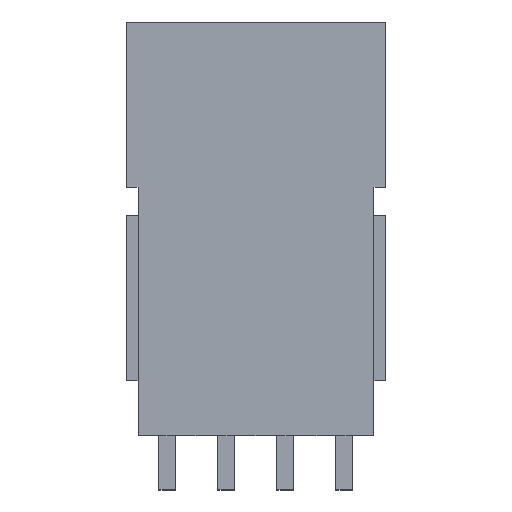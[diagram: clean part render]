
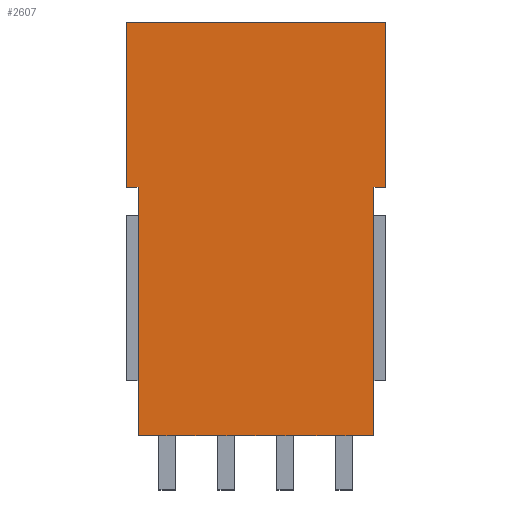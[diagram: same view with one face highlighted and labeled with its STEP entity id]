
A CAD part, front view. The second image highlights one B-rep face of the part: STEP entity #2607.
In plain terms, the highlighted planar face has unit normal (0, -1, 0).
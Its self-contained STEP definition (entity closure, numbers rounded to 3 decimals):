
#2412=AXIS2_PLACEMENT_3D('Plane Axis2P3D',#2409,#2410,#2411) ;
#1790=CARTESIAN_POINT('Line Origine',(7.7,0.,27.75)) ;
#1794=CARTESIAN_POINT('Vertex',(0.,0.,27.75)) ;
#1796=CARTESIAN_POINT('Vertex',(15.4,0.,27.75)) ;
#2409=CARTESIAN_POINT('Axis2P3D Location',(0.,0.,3.2)) ;
#2414=CARTESIAN_POINT('Line Origine',(11.5,0.,3.2)) ;
#2418=CARTESIAN_POINT('Vertex',(11.2,0.,3.2)) ;
#2420=CARTESIAN_POINT('Vertex',(11.8,0.,3.2)) ;
#2423=CARTESIAN_POINT('Line Origine',(11.966,0.,3.2)) ;
#2427=CARTESIAN_POINT('Vertex',(12.133,0.,3.2)) ;
#2430=CARTESIAN_POINT('Line Origine',(12.95,0.,3.2)) ;
#2434=CARTESIAN_POINT('Vertex',(13.767,0.,3.2)) ;
#2437=CARTESIAN_POINT('Line Origine',(14.234,0.,3.2)) ;
#2441=CARTESIAN_POINT('Vertex',(14.7,0.,3.2)) ;
#2444=CARTESIAN_POINT('Line Origine',(14.7,0.,10.575)) ;
#2448=CARTESIAN_POINT('Vertex',(14.7,0.,17.95)) ;
#2451=CARTESIAN_POINT('Line Origine',(15.05,0.,17.95)) ;
#2455=CARTESIAN_POINT('Vertex',(15.4,0.,17.95)) ;
#2458=CARTESIAN_POINT('Line Origine',(15.4,0.,22.85)) ;
#2463=CARTESIAN_POINT('Line Origine',(0.,0.,22.85)) ;
#2467=CARTESIAN_POINT('Vertex',(0.,0.,17.95)) ;
#2470=CARTESIAN_POINT('Line Origine',(0.35,0.,17.95)) ;
#2474=CARTESIAN_POINT('Vertex',(0.7,0.,17.95)) ;
#2477=CARTESIAN_POINT('Line Origine',(0.7,0.,10.575)) ;
#2481=CARTESIAN_POINT('Vertex',(0.7,0.,3.2)) ;
#2484=CARTESIAN_POINT('Line Origine',(1.166,0.,3.2)) ;
#2488=CARTESIAN_POINT('Vertex',(1.633,0.,3.2)) ;
#2491=CARTESIAN_POINT('Line Origine',(2.45,0.,3.2)) ;
#2495=CARTESIAN_POINT('Vertex',(3.267,0.,3.2)) ;
#2498=CARTESIAN_POINT('Line Origine',(3.434,0.,3.2)) ;
#2502=CARTESIAN_POINT('Vertex',(3.6,0.,3.2)) ;
#2505=CARTESIAN_POINT('Line Origine',(3.9,0.,3.2)) ;
#2509=CARTESIAN_POINT('Vertex',(4.2,0.,3.2)) ;
#2512=CARTESIAN_POINT('Line Origine',(4.5,0.,3.2)) ;
#2516=CARTESIAN_POINT('Vertex',(4.8,0.,3.2)) ;
#2519=CARTESIAN_POINT('Line Origine',(4.966,0.,3.2)) ;
#2523=CARTESIAN_POINT('Vertex',(5.133,0.,3.2)) ;
#2526=CARTESIAN_POINT('Line Origine',(5.95,0.,3.2)) ;
#2530=CARTESIAN_POINT('Vertex',(6.767,0.,3.2)) ;
#2533=CARTESIAN_POINT('Line Origine',(6.934,0.,3.2)) ;
#2537=CARTESIAN_POINT('Vertex',(7.1,0.,3.2)) ;
#2540=CARTESIAN_POINT('Line Origine',(7.4,0.,3.2)) ;
#2544=CARTESIAN_POINT('Vertex',(7.7,0.,3.2)) ;
#2547=CARTESIAN_POINT('Line Origine',(8.,0.,3.2)) ;
#2551=CARTESIAN_POINT('Vertex',(8.3,0.,3.2)) ;
#2554=CARTESIAN_POINT('Line Origine',(8.466,0.,3.2)) ;
#2558=CARTESIAN_POINT('Vertex',(8.633,0.,3.2)) ;
#2561=CARTESIAN_POINT('Line Origine',(9.45,0.,3.2)) ;
#2565=CARTESIAN_POINT('Vertex',(10.267,0.,3.2)) ;
#2568=CARTESIAN_POINT('Line Origine',(10.434,0.,3.2)) ;
#2572=CARTESIAN_POINT('Vertex',(10.6,0.,3.2)) ;
#2575=CARTESIAN_POINT('Line Origine',(10.9,0.,3.2)) ;
#1791=DIRECTION('Vector Direction',(1.,0.,0.)) ;
#2410=DIRECTION('Axis2P3D Direction',(0.,1.,0.)) ;
#2411=DIRECTION('Axis2P3D XDirection',(0.,0.,1.)) ;
#2415=DIRECTION('Vector Direction',(-1.,0.,0.)) ;
#2424=DIRECTION('Vector Direction',(1.,0.,0.)) ;
#2431=DIRECTION('Vector Direction',(1.,0.,0.)) ;
#2438=DIRECTION('Vector Direction',(1.,0.,0.)) ;
#2445=DIRECTION('Vector Direction',(0.,0.,1.)) ;
#2452=DIRECTION('Vector Direction',(1.,0.,0.)) ;
#2459=DIRECTION('Vector Direction',(0.,0.,1.)) ;
#2464=DIRECTION('Vector Direction',(0.,0.,1.)) ;
#2471=DIRECTION('Vector Direction',(1.,0.,0.)) ;
#2478=DIRECTION('Vector Direction',(0.,0.,1.)) ;
#2485=DIRECTION('Vector Direction',(1.,0.,0.)) ;
#2492=DIRECTION('Vector Direction',(1.,0.,0.)) ;
#2499=DIRECTION('Vector Direction',(1.,0.,0.)) ;
#2506=DIRECTION('Vector Direction',(-1.,0.,0.)) ;
#2513=DIRECTION('Vector Direction',(-1.,0.,0.)) ;
#2520=DIRECTION('Vector Direction',(1.,0.,0.)) ;
#2527=DIRECTION('Vector Direction',(1.,0.,0.)) ;
#2534=DIRECTION('Vector Direction',(1.,0.,0.)) ;
#2541=DIRECTION('Vector Direction',(-1.,0.,0.)) ;
#2548=DIRECTION('Vector Direction',(-1.,0.,0.)) ;
#2555=DIRECTION('Vector Direction',(1.,0.,0.)) ;
#2562=DIRECTION('Vector Direction',(1.,0.,0.)) ;
#2569=DIRECTION('Vector Direction',(1.,0.,0.)) ;
#2576=DIRECTION('Vector Direction',(-1.,0.,0.)) ;
#1792=VECTOR('Line Direction',#1791,1.) ;
#2416=VECTOR('Line Direction',#2415,1.) ;
#2425=VECTOR('Line Direction',#2424,1.) ;
#2432=VECTOR('Line Direction',#2431,1.) ;
#2439=VECTOR('Line Direction',#2438,1.) ;
#2446=VECTOR('Line Direction',#2445,1.) ;
#2453=VECTOR('Line Direction',#2452,1.) ;
#2460=VECTOR('Line Direction',#2459,1.) ;
#2465=VECTOR('Line Direction',#2464,1.) ;
#2472=VECTOR('Line Direction',#2471,1.) ;
#2479=VECTOR('Line Direction',#2478,1.) ;
#2486=VECTOR('Line Direction',#2485,1.) ;
#2493=VECTOR('Line Direction',#2492,1.) ;
#2500=VECTOR('Line Direction',#2499,1.) ;
#2507=VECTOR('Line Direction',#2506,1.) ;
#2514=VECTOR('Line Direction',#2513,1.) ;
#2521=VECTOR('Line Direction',#2520,1.) ;
#2528=VECTOR('Line Direction',#2527,1.) ;
#2535=VECTOR('Line Direction',#2534,1.) ;
#2542=VECTOR('Line Direction',#2541,1.) ;
#2549=VECTOR('Line Direction',#2548,1.) ;
#2556=VECTOR('Line Direction',#2555,1.) ;
#2563=VECTOR('Line Direction',#2562,1.) ;
#2570=VECTOR('Line Direction',#2569,1.) ;
#2577=VECTOR('Line Direction',#2576,1.) ;
#2581=ORIENTED_EDGE('',*,*,#2422,.T.) ;
#2582=ORIENTED_EDGE('',*,*,#2429,.T.) ;
#2583=ORIENTED_EDGE('',*,*,#2436,.F.) ;
#2584=ORIENTED_EDGE('',*,*,#2443,.T.) ;
#2585=ORIENTED_EDGE('',*,*,#2450,.T.) ;
#2586=ORIENTED_EDGE('',*,*,#2457,.F.) ;
#2587=ORIENTED_EDGE('',*,*,#2462,.T.) ;
#2588=ORIENTED_EDGE('',*,*,#1798,.F.) ;
#2589=ORIENTED_EDGE('',*,*,#2469,.F.) ;
#2590=ORIENTED_EDGE('',*,*,#2476,.T.) ;
#2591=ORIENTED_EDGE('',*,*,#2483,.F.) ;
#2592=ORIENTED_EDGE('',*,*,#2490,.T.) ;
#2593=ORIENTED_EDGE('',*,*,#2497,.F.) ;
#2594=ORIENTED_EDGE('',*,*,#2504,.T.) ;
#2595=ORIENTED_EDGE('',*,*,#2511,.T.) ;
#2596=ORIENTED_EDGE('',*,*,#2518,.T.) ;
#2597=ORIENTED_EDGE('',*,*,#2525,.T.) ;
#2598=ORIENTED_EDGE('',*,*,#2532,.F.) ;
#2599=ORIENTED_EDGE('',*,*,#2539,.T.) ;
#2600=ORIENTED_EDGE('',*,*,#2546,.T.) ;
#2601=ORIENTED_EDGE('',*,*,#2553,.T.) ;
#2602=ORIENTED_EDGE('',*,*,#2560,.T.) ;
#2603=ORIENTED_EDGE('',*,*,#2567,.F.) ;
#2604=ORIENTED_EDGE('',*,*,#2574,.T.) ;
#2605=ORIENTED_EDGE('',*,*,#2579,.T.) ;
#2607=ADVANCED_FACE('Model',(#2606),#2413,.F.) ;
#1798=EDGE_CURVE('',#1795,#1797,#1793,.T.) ;
#2422=EDGE_CURVE('',#2419,#2421,#2417,.F.) ;
#2429=EDGE_CURVE('',#2421,#2428,#2426,.T.) ;
#2436=EDGE_CURVE('',#2435,#2428,#2433,.F.) ;
#2443=EDGE_CURVE('',#2435,#2442,#2440,.T.) ;
#2450=EDGE_CURVE('',#2442,#2449,#2447,.T.) ;
#2457=EDGE_CURVE('',#2456,#2449,#2454,.F.) ;
#2462=EDGE_CURVE('',#2456,#1797,#2461,.T.) ;
#2469=EDGE_CURVE('',#2468,#1795,#2466,.T.) ;
#2476=EDGE_CURVE('',#2468,#2475,#2473,.T.) ;
#2483=EDGE_CURVE('',#2482,#2475,#2480,.T.) ;
#2490=EDGE_CURVE('',#2482,#2489,#2487,.T.) ;
#2497=EDGE_CURVE('',#2496,#2489,#2494,.F.) ;
#2504=EDGE_CURVE('',#2496,#2503,#2501,.T.) ;
#2511=EDGE_CURVE('',#2503,#2510,#2508,.F.) ;
#2518=EDGE_CURVE('',#2510,#2517,#2515,.F.) ;
#2525=EDGE_CURVE('',#2517,#2524,#2522,.T.) ;
#2532=EDGE_CURVE('',#2531,#2524,#2529,.F.) ;
#2539=EDGE_CURVE('',#2531,#2538,#2536,.T.) ;
#2546=EDGE_CURVE('',#2538,#2545,#2543,.F.) ;
#2553=EDGE_CURVE('',#2545,#2552,#2550,.F.) ;
#2560=EDGE_CURVE('',#2552,#2559,#2557,.T.) ;
#2567=EDGE_CURVE('',#2566,#2559,#2564,.F.) ;
#2574=EDGE_CURVE('',#2566,#2573,#2571,.T.) ;
#2579=EDGE_CURVE('',#2573,#2419,#2578,.F.) ;
#2580=EDGE_LOOP('',(#2581,#2582,#2583,#2584,#2585,#2586,#2587,#2588,#2589,#2590,#2591,#2592,#2593,#2594,#2595,#2596,#2597,#2598,#2599,#2600,#2601,#2602,#2603,#2604,#2605)) ;
#2606=FACE_OUTER_BOUND('',#2580,.T.) ;
#1793=LINE('Line',#1790,#1792) ;
#2417=LINE('Line',#2414,#2416) ;
#2426=LINE('Line',#2423,#2425) ;
#2433=LINE('Line',#2430,#2432) ;
#2440=LINE('Line',#2437,#2439) ;
#2447=LINE('Line',#2444,#2446) ;
#2454=LINE('Line',#2451,#2453) ;
#2461=LINE('Line',#2458,#2460) ;
#2466=LINE('Line',#2463,#2465) ;
#2473=LINE('Line',#2470,#2472) ;
#2480=LINE('Line',#2477,#2479) ;
#2487=LINE('Line',#2484,#2486) ;
#2494=LINE('Line',#2491,#2493) ;
#2501=LINE('Line',#2498,#2500) ;
#2508=LINE('Line',#2505,#2507) ;
#2515=LINE('Line',#2512,#2514) ;
#2522=LINE('Line',#2519,#2521) ;
#2529=LINE('Line',#2526,#2528) ;
#2536=LINE('Line',#2533,#2535) ;
#2543=LINE('Line',#2540,#2542) ;
#2550=LINE('Line',#2547,#2549) ;
#2557=LINE('Line',#2554,#2556) ;
#2564=LINE('Line',#2561,#2563) ;
#2571=LINE('Line',#2568,#2570) ;
#2578=LINE('Line',#2575,#2577) ;
#2413=PLANE('',#2412) ;
#1795=VERTEX_POINT('',#1794) ;
#1797=VERTEX_POINT('',#1796) ;
#2419=VERTEX_POINT('',#2418) ;
#2421=VERTEX_POINT('',#2420) ;
#2428=VERTEX_POINT('',#2427) ;
#2435=VERTEX_POINT('',#2434) ;
#2442=VERTEX_POINT('',#2441) ;
#2449=VERTEX_POINT('',#2448) ;
#2456=VERTEX_POINT('',#2455) ;
#2468=VERTEX_POINT('',#2467) ;
#2475=VERTEX_POINT('',#2474) ;
#2482=VERTEX_POINT('',#2481) ;
#2489=VERTEX_POINT('',#2488) ;
#2496=VERTEX_POINT('',#2495) ;
#2503=VERTEX_POINT('',#2502) ;
#2510=VERTEX_POINT('',#2509) ;
#2517=VERTEX_POINT('',#2516) ;
#2524=VERTEX_POINT('',#2523) ;
#2531=VERTEX_POINT('',#2530) ;
#2538=VERTEX_POINT('',#2537) ;
#2545=VERTEX_POINT('',#2544) ;
#2552=VERTEX_POINT('',#2551) ;
#2559=VERTEX_POINT('',#2558) ;
#2566=VERTEX_POINT('',#2565) ;
#2573=VERTEX_POINT('',#2572) ;
